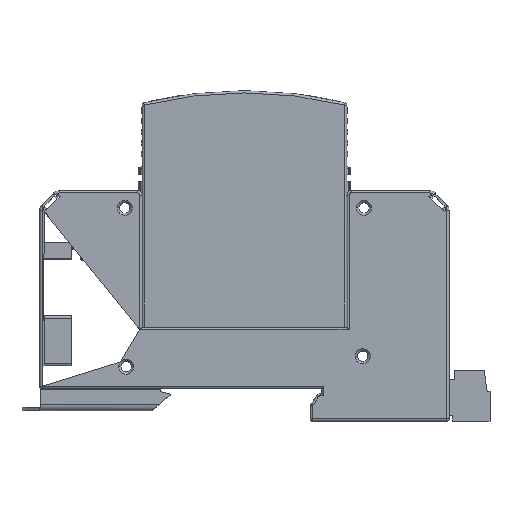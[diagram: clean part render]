
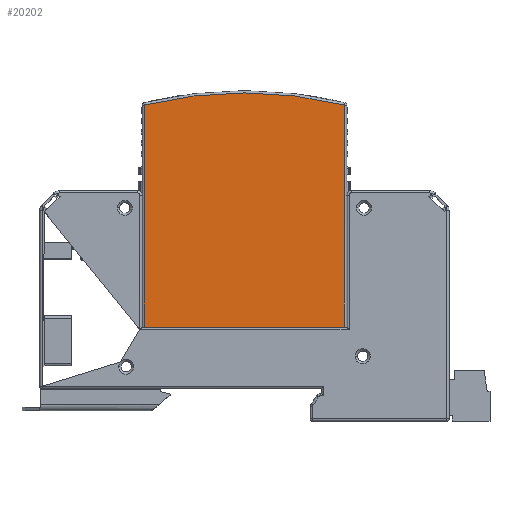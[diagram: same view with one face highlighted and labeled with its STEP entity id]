
A CAD part, top view. The second image highlights one B-rep face of the part: STEP entity #20202.
In plain terms, the highlighted face is planar.
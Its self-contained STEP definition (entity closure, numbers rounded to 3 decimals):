
#17115=CARTESIAN_POINT('',(0.,-8.9,-39.802));
#17116=DIRECTION('',(0.,1.,0.));
#17117=DIRECTION('',(-0.241,0.,0.971));
#17118=AXIS2_PLACEMENT_3D('',#17115,#17116,#17117);
#17123=DIRECTION('',(-1.,0.,0.));
#17124=VECTOR('',#17123,44.);
#17125=CARTESIAN_POINT('',(22.,-8.9,0.));
#17126=LINE('',#17125,#17124);
#17162=DIRECTION('',(0.,0.,-1.));
#17163=VECTOR('',#17162,48.81);
#17164=CARTESIAN_POINT('',(-22.,-8.9,48.81));
#17165=LINE('',#17164,#17163);
#17487=DIRECTION('',(0.,0.,1.));
#17488=VECTOR('',#17487,48.81);
#17489=CARTESIAN_POINT('',(22.,-8.9,0.));
#17490=LINE('',#17489,#17488);
#19773=CARTESIAN_POINT('',(-22.,-8.9,48.81));
#19774=CARTESIAN_POINT('',(22.,-8.9,48.81));
#19775=VERTEX_POINT('',#19773);
#19776=VERTEX_POINT('',#19774);
#19777=CARTESIAN_POINT('',(22.,-8.9,0.));
#19778=VERTEX_POINT('',#19777);
#19779=CARTESIAN_POINT('',(-22.,-8.9,0.));
#19780=VERTEX_POINT('',#19779);
#20187=CARTESIAN_POINT('',(0.,-8.9,0.));
#20188=DIRECTION('',(0.,1.,0.));
#20189=DIRECTION('',(-1.,0.,0.));
#20190=AXIS2_PLACEMENT_3D('',#20187,#20188,#20189);
#20191=PLANE('',#20190);
#20193=ORIENTED_EDGE('',*,*,#20192,.T.);
#20195=ORIENTED_EDGE('',*,*,#20194,.F.);
#20197=ORIENTED_EDGE('',*,*,#20196,.T.);
#20199=ORIENTED_EDGE('',*,*,#20198,.F.);
#20200=EDGE_LOOP('',(#20193,#20195,#20197,#20199));
#20201=FACE_OUTER_BOUND('',#20200,.F.);
#17119=CIRCLE('',#17118,91.302);
#20192=EDGE_CURVE('',#19775,#19776,#17119,.T.);
#20194=EDGE_CURVE('',#19778,#19776,#17490,.T.);
#20196=EDGE_CURVE('',#19778,#19780,#17126,.T.);
#20198=EDGE_CURVE('',#19775,#19780,#17165,.T.);
#20202=ADVANCED_FACE('',(#20201),#20191,.F.);
